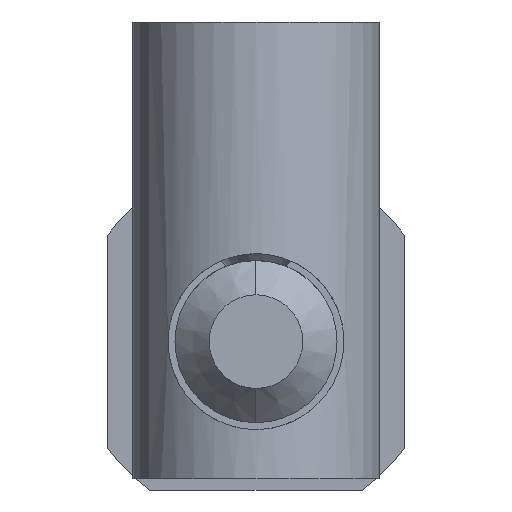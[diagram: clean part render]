
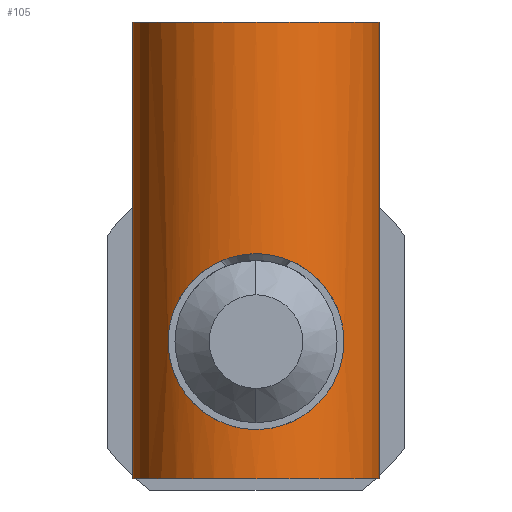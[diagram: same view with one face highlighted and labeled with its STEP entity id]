
A CAD part, left-side view. The second image highlights one B-rep face of the part: STEP entity #105.
In plain terms, the highlighted cylindrical face has radius 5.425 mm (diameter 10.85 mm), a partial arc.
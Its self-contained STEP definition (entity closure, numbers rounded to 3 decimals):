
#105=ADVANCED_FACE('',(#250,#251),#252,.T.);
#250=FACE_OUTER_BOUND('',#434,.T.);
#251=FACE_BOUND('',#435,.T.);
#252=CYLINDRICAL_SURFACE('',#436,5.425);
#434=EDGE_LOOP('',(#662,#663,#664,#665));
#435=EDGE_LOOP('',(#666,#667));
#436=AXIS2_PLACEMENT_3D('',#668,#669,#670);
#662=ORIENTED_EDGE('',*,*,#1064,.F.);
#663=ORIENTED_EDGE('',*,*,#1085,.T.);
#664=ORIENTED_EDGE('',*,*,#1066,.T.);
#665=ORIENTED_EDGE('',*,*,#1081,.T.);
#666=ORIENTED_EDGE('',*,*,#1069,.T.);
#667=ORIENTED_EDGE('',*,*,#1083,.T.);
#668=CARTESIAN_POINT('',(-18.0,0.0,14.0));
#669=DIRECTION('',(0.,0.,-1.0));
#670=DIRECTION('',(0.,1.0,0.));
#1064=EDGE_CURVE('',#1258,#1260,#1261,.T.);
#1066=EDGE_CURVE('',#1257,#1262,#1264,.T.);
#1069=EDGE_CURVE('',#1268,#1266,#1269,.F.);
#1081=EDGE_CURVE('',#1262,#1260,#1283,.F.);
#1083=EDGE_CURVE('',#1266,#1268,#1285,.F.);
#1085=EDGE_CURVE('',#1258,#1257,#1287,.T.);
#1257=VERTEX_POINT('',#1655);
#1258=VERTEX_POINT('',#1656);
#1260=VERTEX_POINT('',#1658);
#1261=LINE('',#1659,#1660);
#1262=VERTEX_POINT('',#1661);
#1264=LINE('',#1663,#1664);
#1266=VERTEX_POINT('',#1666);
#1268=VERTEX_POINT('',#1669);
#1269=B_SPLINE_CURVE_WITH_KNOTS('',3,(#1670,#1671,#1672,#1673,#1674,#1675,#1676,#1677,#1678,#1679,#1680,#1681,#1682,#1683,#1684,#1685,#1686,#1687,#1688,#1689,#1690,#1691,#1692,#1693,#1694,#1695,#1696,#1697,#1698,#1699,#1700,#1701,#1702,#1703,#1704,#1705,#1706,#1707,#1708,#1709,#1710,#1711,#1712),.UNSPECIFIED.,.F.,.F.,(4,2,3,2,2,2,2,2,2,2,2,2,2,2,2,2,2,2,2,2,4),(-1.534,-0.767,0.0,0.767,1.534,2.301,3.068,3.823,4.578,5.333,6.088,6.843,7.598,8.353,9.109,9.876,10.642,11.409,12.176,12.943,13.71),.UNSPECIFIED.);
#1283=CIRCLE('',#1775,5.425);
#1285=B_SPLINE_CURVE_WITH_KNOTS('',3,(#1777,#1778,#1779,#1780,#1781,#1782,#1783,#1784,#1785,#1786,#1787,#1788,#1789,#1790,#1791,#1792,#1793,#1794,#1795,#1796,#1797,#1798,#1799,#1800,#1801,#1802,#1803,#1804,#1805,#1806,#1807,#1808,#1809,#1810,#1811,#1812,#1813,#1814,#1815,#1816,#1817,#1818,#1819),.UNSPECIFIED.,.F.,.F.,(4,2,2,2,2,2,2,2,2,2,2,2,2,2,2,2,2,2,3,2,4),(-13.71,-12.943,-12.176,-11.409,-10.642,-9.876,-9.109,-8.353,-7.598,-6.843,-6.088,-5.333,-4.578,-3.823,-3.068,-2.301,-1.534,-0.767,0.0,0.767,1.534),.UNSPECIFIED.);
#1287=CIRCLE('',#1821,5.425);
#1655=CARTESIAN_POINT('',(-18.0,5.425,14.0));
#1656=CARTESIAN_POINT('',(-18.0,-5.425,14.0));
#1658=CARTESIAN_POINT('',(-18.0,-5.425,-6.0));
#1659=CARTESIAN_POINT('',(-18.0,-5.425,14.0));
#1660=VECTOR('',#2314,1000.0);
#1661=CARTESIAN_POINT('',(-18.0,5.425,-6.));
#1663=CARTESIAN_POINT('',(-18.0,5.425,14.0));
#1664=VECTOR('',#2318,1000.0);
#1666=CARTESIAN_POINT('',(-21.822,3.85,0.0));
#1669=CARTESIAN_POINT('',(-21.822,-3.85,0.));
#1670=CARTESIAN_POINT('',(-22.106,3.546,1.5));
#1671=CARTESIAN_POINT('',(-22.02,3.645,1.265));
#1672=CARTESIAN_POINT('',(-21.948,3.722,1.019));
#1673=CARTESIAN_POINT('',(-21.849,3.824,0.514));
#1674=CARTESIAN_POINT('',(-21.822,3.85,0.256));
#1675=CARTESIAN_POINT('',(-21.822,3.85,0.));
#1676=CARTESIAN_POINT('',(-21.822,3.85,-0.256));
#1677=CARTESIAN_POINT('',(-21.849,3.824,-0.514));
#1678=CARTESIAN_POINT('',(-21.948,3.722,-1.019));
#1679=CARTESIAN_POINT('',(-22.02,3.645,-1.265));
#1680=CARTESIAN_POINT('',(-22.191,3.447,-1.734));
#1681=CARTESIAN_POINT('',(-22.29,3.325,-1.956));
#1682=CARTESIAN_POINT('',(-22.492,3.047,-2.367));
#1683=CARTESIAN_POINT('',(-22.595,2.89,-2.555));
#1684=CARTESIAN_POINT('',(-22.788,2.558,-2.887));
#1685=CARTESIAN_POINT('',(-22.885,2.371,-3.044));
#1686=CARTESIAN_POINT('',(-23.063,1.96,-3.323));
#1687=CARTESIAN_POINT('',(-23.145,1.736,-3.446));
#1688=CARTESIAN_POINT('',(-23.281,1.264,-3.646));
#1689=CARTESIAN_POINT('',(-23.335,1.015,-3.723));
#1690=CARTESIAN_POINT('',(-23.407,0.509,-3.825));
#1691=CARTESIAN_POINT('',(-23.425,0.252,-3.85));
#1692=CARTESIAN_POINT('',(-23.425,-0.252,-3.85));
#1693=CARTESIAN_POINT('',(-23.407,-0.509,-3.825));
#1694=CARTESIAN_POINT('',(-23.335,-1.015,-3.723));
#1695=CARTESIAN_POINT('',(-23.281,-1.264,-3.646));
#1696=CARTESIAN_POINT('',(-23.145,-1.736,-3.446));
#1697=CARTESIAN_POINT('',(-23.063,-1.96,-3.323));
#1698=CARTESIAN_POINT('',(-22.885,-2.371,-3.044));
#1699=CARTESIAN_POINT('',(-22.788,-2.558,-2.887));
#1700=CARTESIAN_POINT('',(-22.595,-2.89,-2.555));
#1701=CARTESIAN_POINT('',(-22.492,-3.047,-2.367));
#1702=CARTESIAN_POINT('',(-22.29,-3.325,-1.956));
#1703=CARTESIAN_POINT('',(-22.191,-3.447,-1.734));
#1704=CARTESIAN_POINT('',(-22.02,-3.645,-1.265));
#1705=CARTESIAN_POINT('',(-21.948,-3.722,-1.019));
#1706=CARTESIAN_POINT('',(-21.849,-3.824,-0.514));
#1707=CARTESIAN_POINT('',(-21.822,-3.85,-0.256));
#1708=CARTESIAN_POINT('',(-21.822,-3.85,0.256));
#1709=CARTESIAN_POINT('',(-21.849,-3.824,0.514));
#1710=CARTESIAN_POINT('',(-21.948,-3.722,1.019));
#1711=CARTESIAN_POINT('',(-22.02,-3.645,1.265));
#1712=CARTESIAN_POINT('',(-22.106,-3.546,1.5));
#1775=AXIS2_PLACEMENT_3D('',#2332,#2333,#2334);
#1777=CARTESIAN_POINT('',(-22.106,-3.546,-1.5));
#1778=CARTESIAN_POINT('',(-22.02,-3.645,-1.265));
#1779=CARTESIAN_POINT('',(-21.948,-3.722,-1.019));
#1780=CARTESIAN_POINT('',(-21.849,-3.824,-0.514));
#1781=CARTESIAN_POINT('',(-21.822,-3.85,-0.256));
#1782=CARTESIAN_POINT('',(-21.822,-3.85,0.256));
#1783=CARTESIAN_POINT('',(-21.849,-3.824,0.514));
#1784=CARTESIAN_POINT('',(-21.948,-3.722,1.019));
#1785=CARTESIAN_POINT('',(-22.02,-3.645,1.265));
#1786=CARTESIAN_POINT('',(-22.191,-3.447,1.734));
#1787=CARTESIAN_POINT('',(-22.29,-3.325,1.956));
#1788=CARTESIAN_POINT('',(-22.492,-3.047,2.367));
#1789=CARTESIAN_POINT('',(-22.595,-2.89,2.555));
#1790=CARTESIAN_POINT('',(-22.788,-2.558,2.887));
#1791=CARTESIAN_POINT('',(-22.885,-2.371,3.044));
#1792=CARTESIAN_POINT('',(-23.063,-1.96,3.323));
#1793=CARTESIAN_POINT('',(-23.145,-1.736,3.446));
#1794=CARTESIAN_POINT('',(-23.281,-1.264,3.646));
#1795=CARTESIAN_POINT('',(-23.335,-1.015,3.723));
#1796=CARTESIAN_POINT('',(-23.407,-0.509,3.825));
#1797=CARTESIAN_POINT('',(-23.425,-0.252,3.85));
#1798=CARTESIAN_POINT('',(-23.425,0.252,3.85));
#1799=CARTESIAN_POINT('',(-23.407,0.509,3.825));
#1800=CARTESIAN_POINT('',(-23.335,1.015,3.723));
#1801=CARTESIAN_POINT('',(-23.281,1.264,3.646));
#1802=CARTESIAN_POINT('',(-23.145,1.736,3.446));
#1803=CARTESIAN_POINT('',(-23.063,1.96,3.323));
#1804=CARTESIAN_POINT('',(-22.885,2.371,3.044));
#1805=CARTESIAN_POINT('',(-22.788,2.558,2.887));
#1806=CARTESIAN_POINT('',(-22.595,2.89,2.555));
#1807=CARTESIAN_POINT('',(-22.492,3.047,2.367));
#1808=CARTESIAN_POINT('',(-22.29,3.325,1.956));
#1809=CARTESIAN_POINT('',(-22.191,3.447,1.734));
#1810=CARTESIAN_POINT('',(-22.02,3.645,1.265));
#1811=CARTESIAN_POINT('',(-21.948,3.722,1.019));
#1812=CARTESIAN_POINT('',(-21.849,3.824,0.514));
#1813=CARTESIAN_POINT('',(-21.822,3.85,0.256));
#1814=CARTESIAN_POINT('',(-21.822,3.85,0.));
#1815=CARTESIAN_POINT('',(-21.822,3.85,-0.256));
#1816=CARTESIAN_POINT('',(-21.849,3.824,-0.514));
#1817=CARTESIAN_POINT('',(-21.948,3.722,-1.019));
#1818=CARTESIAN_POINT('',(-22.02,3.645,-1.265));
#1819=CARTESIAN_POINT('',(-22.106,3.546,-1.5));
#1821=AXIS2_PLACEMENT_3D('',#2335,#2336,#2337);
#2314=DIRECTION('',(0.,0.,-1.0));
#2318=DIRECTION('',(0.,0.,-1.0));
#2332=CARTESIAN_POINT('',(-18.0,0.,-6.0));
#2333=DIRECTION('',(0.,0.,-1.0));
#2334=DIRECTION('',(0.,1.0,0.));
#2335=CARTESIAN_POINT('',(-18.0,0.0,14.0));
#2336=DIRECTION('',(0.,0.,-1.0));
#2337=DIRECTION('',(0.,1.0,0.));
